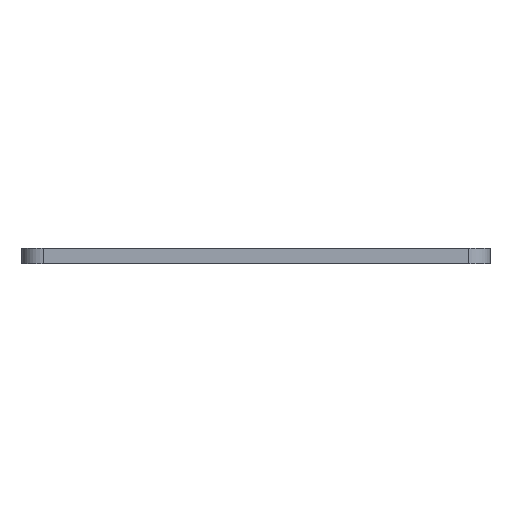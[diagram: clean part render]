
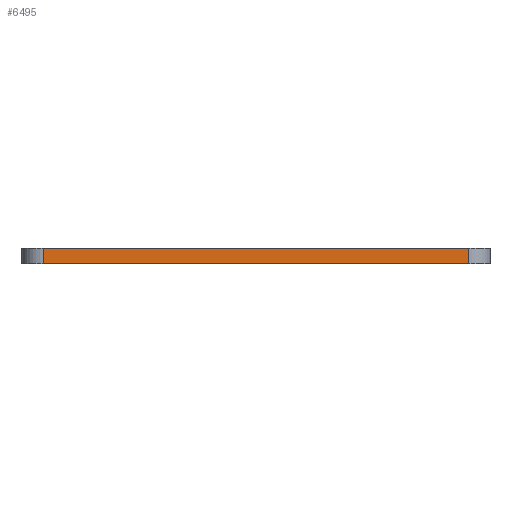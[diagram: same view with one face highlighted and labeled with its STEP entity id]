
A CAD part, left-side view. The second image highlights one B-rep face of the part: STEP entity #6495.
In plain terms, the highlighted planar face has unit normal (-1, 0, 0).
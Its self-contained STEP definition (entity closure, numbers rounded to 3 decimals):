
#499=FACE_OUTER_BOUND('',#860,.T.);
#860=EDGE_LOOP('',(#5611,#5612,#5613,#5614));
#935=LINE('',#8435,#1788);
#1773=LINE('',#10191,#2626);
#1774=LINE('',#10194,#2627);
#1775=LINE('',#10195,#2628);
#1788=VECTOR('',#6881,1.);
#2626=VECTOR('',#8391,10.);
#2627=VECTOR('',#8394,1.);
#2628=VECTOR('',#8395,10.);
#2642=VERTEX_POINT('',#8432);
#2643=VERTEX_POINT('',#8434);
#3225=VERTEX_POINT('',#10189);
#3226=VERTEX_POINT('',#10193);
#3240=EDGE_CURVE('',#2642,#2643,#935,.T.);
#4120=EDGE_CURVE('',#3225,#2643,#1773,.T.);
#4121=EDGE_CURVE('',#3225,#3226,#1774,.T.);
#4122=EDGE_CURVE('',#3226,#2642,#1775,.T.);
#5611=ORIENTED_EDGE('',*,*,#4121,.F.);
#5612=ORIENTED_EDGE('',*,*,#4120,.T.);
#5613=ORIENTED_EDGE('',*,*,#3240,.F.);
#5614=ORIENTED_EDGE('',*,*,#4122,.F.);
#6195=PLANE('',#6853);
#6495=ADVANCED_FACE('',(#499),#6195,.T.);
#6853=AXIS2_PLACEMENT_3D('',#10192,#8392,#8393);
#6881=DIRECTION('',(0.,-1.,0.));
#8391=DIRECTION('',(0.,0.,1.));
#8392=DIRECTION('center_axis',(-1.,0.,0.));
#8393=DIRECTION('ref_axis',(0.,-1.,0.));
#8394=DIRECTION('',(0.,1.,0.));
#8395=DIRECTION('',(0.,0.,1.));
#8432=CARTESIAN_POINT('',(306.737,49.733,5.1));
#8434=CARTESIAN_POINT('',(306.737,-45.517,5.1));
#8435=CARTESIAN_POINT('',(306.737,-45.517,5.1));
#10189=CARTESIAN_POINT('',(306.737,-45.517,1.6));
#10191=CARTESIAN_POINT('',(306.737,-45.517,1.6));
#10192=CARTESIAN_POINT('Origin',(306.737,49.733,1.6));
#10193=CARTESIAN_POINT('',(306.737,49.733,1.6));
#10194=CARTESIAN_POINT('',(306.737,-45.517,1.6));
#10195=CARTESIAN_POINT('',(306.737,49.733,1.6));
